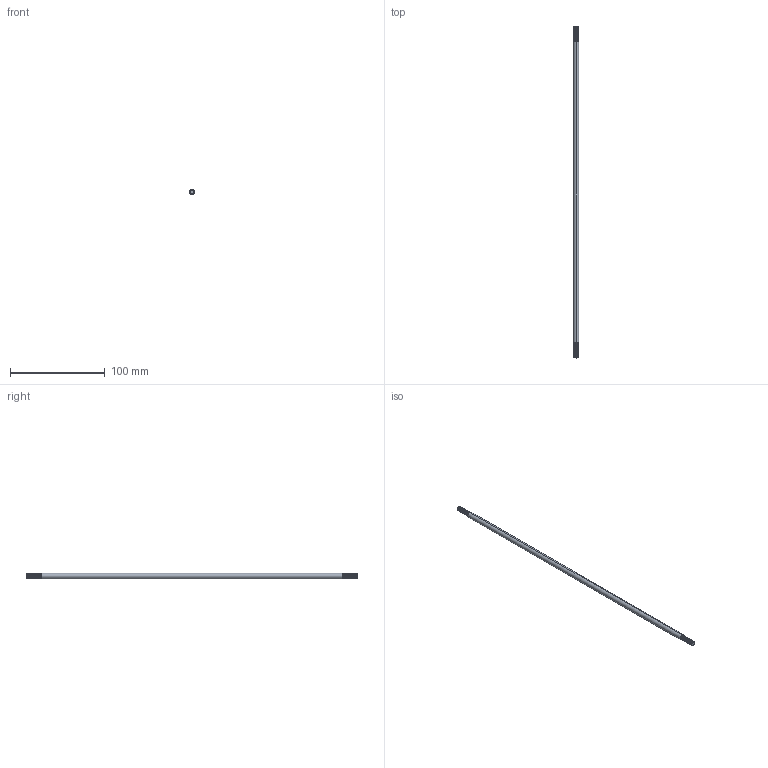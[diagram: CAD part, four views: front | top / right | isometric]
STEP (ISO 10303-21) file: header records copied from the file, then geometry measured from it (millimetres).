
FILE_DESCRIPTION (( 'STEP AP203' ), '1' );
FILE_NAME ('lower_link_Default_sldprt.STEP', '2023-05-13T06:00:59', ( '' ), ( '' ), 'SwSTEP 2.0', 'SolidWorks 2022', '' );
FILE_SCHEMA (( 'CONFIG_CONTROL_DESIGN' ));
Length unit declared in the file: millimetre
Products named in the file (1): lower_link_Default_sldprt
Bounding box: 6 x 350 x 6 mm (x, y, z)
Volume: 9375.2 mm3; surface area: 6737.2 mm2
Topology: 1 solids, 1 shells, 114 faces, 320 edges, 210 vertices
Faces by surface type: cylinder 98, plane 8, bspline 8
Entity records: 17536 total; most frequent: CARTESIAN_POINT 15062, ORIENTED_EDGE 640, DIRECTION 340, EDGE_CURVE 320, VERTEX_POINT 210, AXIS2_PLACEMENT_3D 121, EDGE_LOOP 116, ADVANCED_FACE 114
